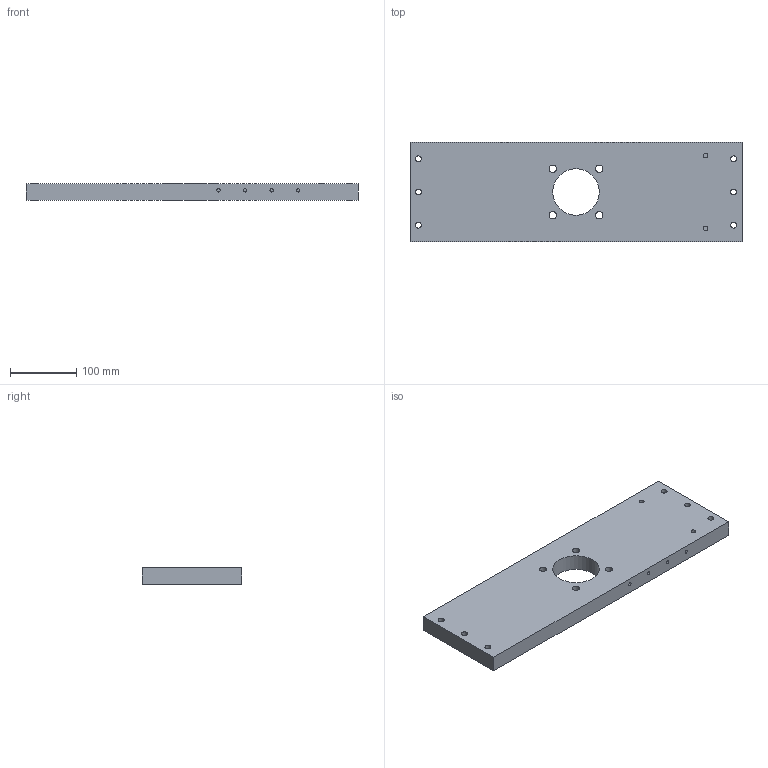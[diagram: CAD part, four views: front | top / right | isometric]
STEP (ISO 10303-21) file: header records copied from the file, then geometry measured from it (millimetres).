
FILE_DESCRIPTION(/* description */ (''),/* implementation_level */ '2;1');
FILE_NAME(/* name */ 'securing_structure_lid v106.step',/* time_stamp */ '2020-09-30T15:06:55+10:00',/* author */ (''),/* organization */ (''),/* preprocessor_version */ 'ST-DEVELOPER v18.1',/* originating_system */ 'Autodesk Translation Framework v9.3.0.1241',/* authorisation */ '');
FILE_SCHEMA (('AUTOMOTIVE_DESIGN { 1 0 10303 214 3 1 1 }'));
Length unit declared in the file: millimetre
Products named in the file (1): securing_structure_lid
Bounding box: 500.5 x 150 x 25 mm (x, y, z)
Volume: 1758410.5 mm3; surface area: 188804.8 mm2
Topology: 1 solids, 1 shells, 37 faces, 75 edges, 50 vertices
Faces by surface type: cylinder 21, plane 16
Full cylindrical faces by diameter (mm): 5.035 x8, 7.035 x2, 9 x6, 11.035 x4, 70 x1
Entity records: 1075 total; most frequent: DIRECTION 193, CARTESIAN_POINT 163, ORIENTED_EDGE 150, AXIS2_PLACEMENT_3D 80, EDGE_CURVE 75, EDGE_LOOP 69, VERTEX_POINT 50, CIRCLE 42
